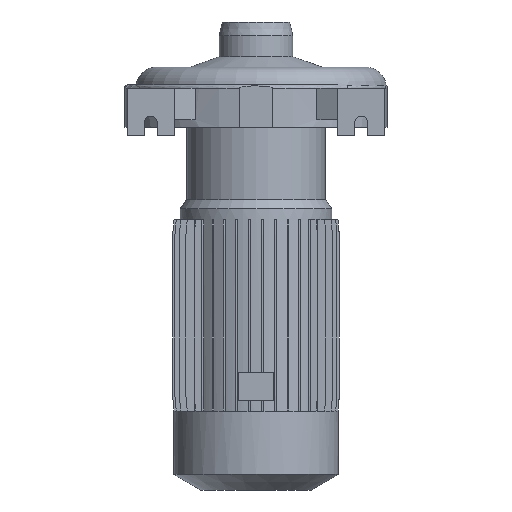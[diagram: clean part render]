
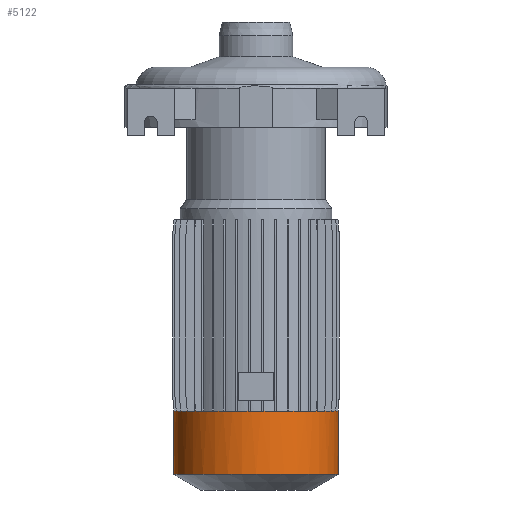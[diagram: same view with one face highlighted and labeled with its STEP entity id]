
A CAD part, front view. The second image highlights one B-rep face of the part: STEP entity #5122.
In plain terms, the highlighted cylindrical face has radius 78.5 mm (diameter 157 mm), a partial arc.
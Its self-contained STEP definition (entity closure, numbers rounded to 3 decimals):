
#511 = VERTEX_POINT ( 'NONE', #8901 ) ;
#637 = EDGE_LOOP ( 'NONE', ( #11271, #2281, #8199, #1049 ) ) ;
#718 = DIRECTION ( 'NONE',  ( 0., 0., 1. ) ) ;
#771 = DIRECTION ( 'NONE',  ( 0., 0., 1. ) ) ;
#1049 = ORIENTED_EDGE ( 'NONE', *, *, #9223, .F. ) ;
#1453 = DIRECTION ( 'NONE',  ( 0., 0., 1. ) ) ;
#1861 = DIRECTION ( 'NONE',  ( 1., 0., 0. ) ) ;
#2281 = ORIENTED_EDGE ( 'NONE', *, *, #11290, .T. ) ;
#3124 = LINE ( 'NONE', #11565, #3529 ) ;
#3411 = DIRECTION ( 'NONE',  ( 1., 0., 0. ) ) ;
#3529 = VECTOR ( 'NONE', #8877, 1000. ) ;
#4365 = AXIS2_PLACEMENT_3D ( 'NONE', #12057, #718, #1861 ) ;
#4591 = EDGE_CURVE ( 'NONE', #5347, #511, #3124, .T. ) ;
#5122 = ADVANCED_FACE ( 'NONE', ( #12092 ), #8235, .T. ) ;
#5347 = VERTEX_POINT ( 'NONE', #11468 ) ;
#6383 = CARTESIAN_POINT ( 'NONE',  ( -78.5, 0., 63. ) ) ;
#6452 = VERTEX_POINT ( 'NONE', #9791 ) ;
#6972 = AXIS2_PLACEMENT_3D ( 'NONE', #8234, #12162, #11163 ) ;
#7536 = CIRCLE ( 'NONE', #4365, 78.5 ) ;
#7543 = VECTOR ( 'NONE', #771, 1000. ) ;
#8199 = ORIENTED_EDGE ( 'NONE', *, *, #4591, .T. ) ;
#8234 = CARTESIAN_POINT ( 'NONE',  ( 0., 0., -367. ) ) ;
#8235 = CYLINDRICAL_SURFACE ( 'NONE', #9668, 78.5 ) ;
#8877 = DIRECTION ( 'NONE',  ( 0., 0., 1. ) ) ;
#8901 = CARTESIAN_POINT ( 'NONE',  ( 78.5, 0., -307. ) ) ;
#9223 = EDGE_CURVE ( 'NONE', #11242, #511, #7536, .T. ) ;
#9351 = CARTESIAN_POINT ( 'NONE',  ( -78.5, 0., -307. ) ) ;
#9668 = AXIS2_PLACEMENT_3D ( 'NONE', #9911, #1453, #3411 ) ;
#9730 = EDGE_CURVE ( 'NONE', #6452, #11242, #10103, .T. ) ;
#9791 = CARTESIAN_POINT ( 'NONE',  ( -78.5, 0., -367. ) ) ;
#9911 = CARTESIAN_POINT ( 'NONE',  ( 0., 0., 63. ) ) ;
#10103 = LINE ( 'NONE', #6383, #7543 ) ;
#10554 = CIRCLE ( 'NONE', #6972, 78.5 ) ;
#11163 = DIRECTION ( 'NONE',  ( 1., 0., 0. ) ) ;
#11242 = VERTEX_POINT ( 'NONE', #9351 ) ;
#11271 = ORIENTED_EDGE ( 'NONE', *, *, #9730, .F. ) ;
#11290 = EDGE_CURVE ( 'NONE', #6452, #5347, #10554, .T. ) ;
#11468 = CARTESIAN_POINT ( 'NONE',  ( 78.5, 0., -367. ) ) ;
#11565 = CARTESIAN_POINT ( 'NONE',  ( 78.5, 0., 63. ) ) ;
#12057 = CARTESIAN_POINT ( 'NONE',  ( 0., 0., -307. ) ) ;
#12092 = FACE_OUTER_BOUND ( 'NONE', #637, .T. ) ;
#12162 = DIRECTION ( 'NONE',  ( 0., 0., 1. ) ) ;
